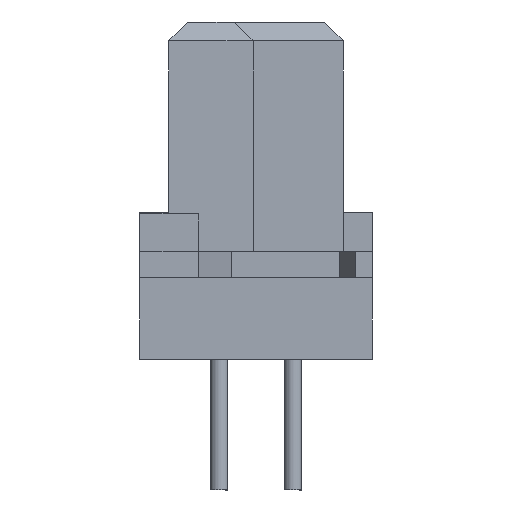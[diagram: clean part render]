
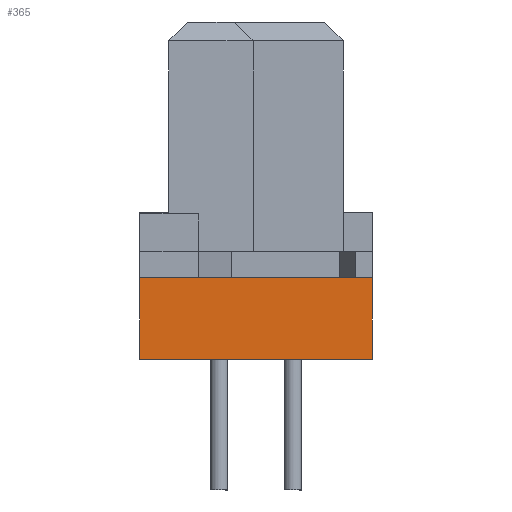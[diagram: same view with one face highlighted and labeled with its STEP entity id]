
A CAD part, front view. The second image highlights one B-rep face of the part: STEP entity #365.
In plain terms, the highlighted planar face has unit normal (0, -1, 0).
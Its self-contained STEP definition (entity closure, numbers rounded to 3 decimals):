
#302=CARTESIAN_POINT('',(-2.73,-86.82,0.));
#303=VERTEX_POINT('',#302);
#310=CARTESIAN_POINT('',(-2.73,-86.82,2.8));
#311=VERTEX_POINT('',#310);
#312=CARTESIAN_POINT('',(-2.73,-86.82,2.8));
#313=DIRECTION('',(0.0,0.0,-1.0));
#314=VECTOR('',#313,2.8);
#315=LINE('',#312,#314);
#316=EDGE_CURVE('',#311,#303,#315,.T.);
#335=CARTESIAN_POINT('',(-3.13,-86.82,2.94));
#336=DIRECTION('',(0.0,-1.0,0.0));
#337=DIRECTION('',(0.0,0.0,-1.0));
#338=AXIS2_PLACEMENT_3D('',#335,#336,#337);
#339=PLANE('',#338);
#340=CARTESIAN_POINT('',(5.27,-86.82,0.));
#341=VERTEX_POINT('',#340);
#342=CARTESIAN_POINT('',(-2.73,-86.82,0.));
#343=DIRECTION('',(1.0,0.0,0.0));
#344=VECTOR('',#343,8.0);
#345=LINE('',#342,#344);
#346=EDGE_CURVE('',#303,#341,#345,.T.);
#347=ORIENTED_EDGE('',*,*,#346,.T.);
#348=CARTESIAN_POINT('',(5.27,-86.82,2.8));
#349=VERTEX_POINT('',#348);
#350=CARTESIAN_POINT('',(5.27,-86.82,2.8));
#351=DIRECTION('',(0.0,0.0,-1.0));
#352=VECTOR('',#351,2.8);
#353=LINE('',#350,#352);
#354=EDGE_CURVE('',#349,#341,#353,.T.);
#355=ORIENTED_EDGE('',*,*,#354,.F.);
#356=CARTESIAN_POINT('',(-2.73,-86.82,2.8));
#357=DIRECTION('',(1.0,0.0,0.0));
#358=VECTOR('',#357,8.0);
#359=LINE('',#356,#358);
#360=EDGE_CURVE('',#311,#349,#359,.T.);
#361=ORIENTED_EDGE('',*,*,#360,.F.);
#362=ORIENTED_EDGE('',*,*,#316,.T.);
#363=EDGE_LOOP('',(#347,#355,#361,#362));
#364=FACE_OUTER_BOUND('',#363,.T.);
#365=ADVANCED_FACE('',(#364),#339,.T.);
